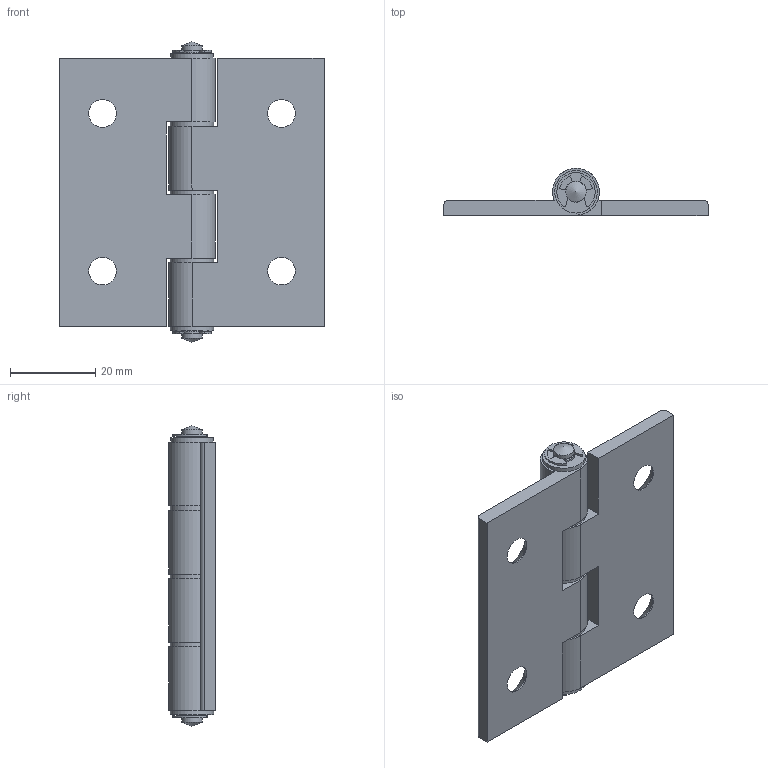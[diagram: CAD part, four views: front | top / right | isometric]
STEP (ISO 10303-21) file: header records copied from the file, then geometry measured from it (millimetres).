
FILE_DESCRIPTION(/* description */ (''),/* implementation_level */ '2;1');
FILE_NAME(/* name */ 'HA6362.stp',/* time_stamp */ '2023-12-01T17:25:06+09:00',/* author */ ('user'),/* organization */ (''),/* preprocessor_version */ 'ST-DEVELOPER v15.6',/* originating_system */ 'Autodesk Inventor 2015',/* authorisation */ '');
FILE_SCHEMA (('AUTOMOTIVE_DESIGN { 1 0 10303 214 3 1 1 }'));
Length unit declared in the file: millimetre
Products named in the file (7): HA6362_L; HA6362_C; HA6362_H; HA6362_R; HA6362_W; HA6362_W2; HA6362
Bounding box: 62 x 10.98 x 70.6 mm (x, y, z)
Volume: 16531.2 mm3; surface area: 15162.4 mm2
Topology: 10 solids, 10 shells, 109 faces, 247 edges, 164 vertices
Faces by surface type: plane 54, cylinder 49, cone 6
Full cylindrical faces by diameter (mm): 4 x2, 4.8 x3, 4.9 x4, 5 x1, 6.5 x12, 10 x1, 10.2 x4
Entity records: 2266 total; most frequent: DIRECTION 400, CARTESIAN_POINT 352, ORIENTED_EDGE 296, AXIS2_PLACEMENT_3D 160, EDGE_CURVE 148, EDGE_LOOP 122, VERTEX_POINT 112, LINE 80
